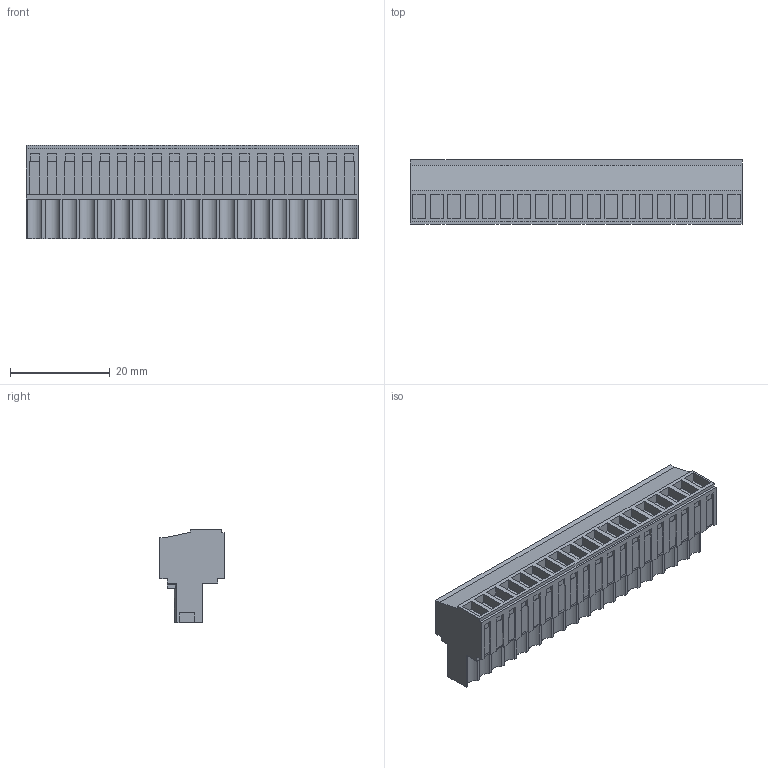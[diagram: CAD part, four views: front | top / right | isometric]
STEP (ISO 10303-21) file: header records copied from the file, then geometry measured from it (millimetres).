
FILE_DESCRIPTION(('CATIA V5 STEP Exchange','CAx-IF Rec.Pracs.--- Model Styling and Organization---1.2---2011-12-15'),'2;1');
FILE_NAME ('D1453636_0_1620310000_1620310000.stp','2017-04-25T09:43:20+00:00',('none'),('Weidmueller'),'CATIA Version 5-6 Release 2014','CATIA V5 STEP AP214','none');
FILE_SCHEMA(('AUTOMOTIVE_DESIGN { 1 0 10303 214 1 1 1 1 }'));
Length unit declared in the file: millimetre
Products named in the file (1): 1620310000
Bounding box: 66.5 x 12.9 x 18.7 mm (x, y, z)
Volume: 9825.1 mm3; surface area: 7464.3 mm2
Topology: 20 solids, 20 shells, 1121 faces, 3159 edges, 2154 vertices
Faces by surface type: plane 1007, cylinder 114
Entity records: 32710 total; most frequent: ORIENTED_EDGE 6318, CARTESIAN_POINT 5850, DIRECTION 4231, EDGE_CURVE 3159, VECTOR 2741, LINE 2741, VERTEX_POINT 2154, EDGE_LOOP 1197
